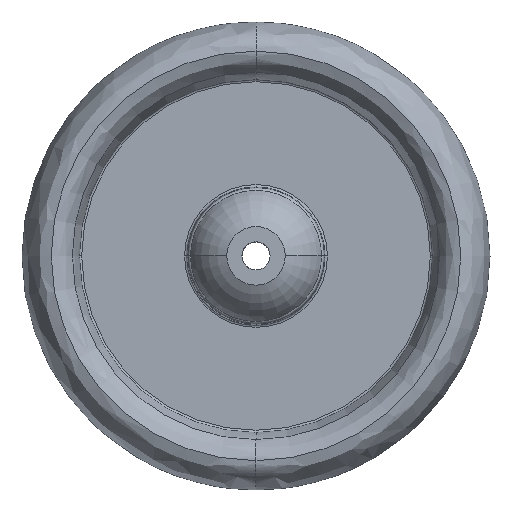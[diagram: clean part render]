
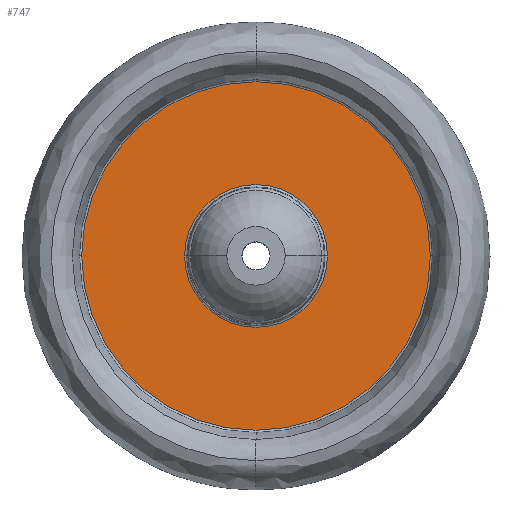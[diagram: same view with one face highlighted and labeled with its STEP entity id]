
A CAD part, top view. The second image highlights one B-rep face of the part: STEP entity #747.
In plain terms, the highlighted planar face has unit normal (0, 0, 1).
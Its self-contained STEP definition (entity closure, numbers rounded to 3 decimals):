
#51 = DIRECTION ( 'NONE',  ( -1., 0., 0. ) ) ;
#86 = EDGE_LOOP ( 'NONE', ( #985, #1587 ) ) ;
#100 = CIRCLE ( 'NONE', #2100, 30.497 ) ;
#165 = CARTESIAN_POINT ( 'NONE',  ( 0., 0., 5.5 ) ) ;
#287 = ORIENTED_EDGE ( 'NONE', *, *, #1940, .T. ) ;
#308 = ORIENTED_EDGE ( 'NONE', *, *, #1047, .T. ) ;
#326 = CARTESIAN_POINT ( 'NONE',  ( -74.476, 0., 5.5 ) ) ;
#393 = CARTESIAN_POINT ( 'NONE',  ( 0., 0., 5.5 ) ) ;
#462 = DIRECTION ( 'NONE',  ( -1., 0., 0. ) ) ;
#524 = AXIS2_PLACEMENT_3D ( 'NONE', #851, #1984, #51 ) ;
#545 = EDGE_CURVE ( 'NONE', #1160, #1603, #752, .T. ) ;
#583 = CIRCLE ( 'NONE', #1783, 74.476 ) ;
#722 = CARTESIAN_POINT ( 'NONE',  ( 0., 0., 5.5 ) ) ;
#747 = ADVANCED_FACE ( 'NONE', ( #916, #753 ), #1423, .F. ) ;
#752 = CIRCLE ( 'NONE', #991, 74.476 ) ;
#753 = FACE_BOUND ( 'NONE', #1794, .T. ) ;
#833 = DIRECTION ( 'NONE',  ( 0., 0., -1. ) ) ;
#841 = DIRECTION ( 'NONE',  ( 0., 0., -1. ) ) ;
#851 = CARTESIAN_POINT ( 'NONE',  ( 0., 0., 5.5 ) ) ;
#916 = FACE_OUTER_BOUND ( 'NONE', #86, .T. ) ;
#985 = ORIENTED_EDGE ( 'NONE', *, *, #2023, .F. ) ;
#991 = AXIS2_PLACEMENT_3D ( 'NONE', #165, #841, #1495 ) ;
#1044 = DIRECTION ( 'NONE',  ( -1., 0., 0. ) ) ;
#1047 = EDGE_CURVE ( 'NONE', #1224, #1898, #1824, .T. ) ;
#1082 = CARTESIAN_POINT ( 'NONE',  ( 30.497, 0., 5.5 ) ) ;
#1160 = VERTEX_POINT ( 'NONE', #1187 ) ;
#1161 = CARTESIAN_POINT ( 'NONE',  ( 0., 30.497, 5.5 ) ) ;
#1187 = CARTESIAN_POINT ( 'NONE',  ( 74.476, 0., 5.5 ) ) ;
#1224 = VERTEX_POINT ( 'NONE', #1082 ) ;
#1246 = DIRECTION ( 'NONE',  ( -1., 0., 0. ) ) ;
#1423 = PLANE ( 'NONE',  #1481 ) ;
#1462 = DIRECTION ( 'NONE',  ( 0., 0., -1. ) ) ;
#1481 = AXIS2_PLACEMENT_3D ( 'NONE', #1161, #1462, #462 ) ;
#1495 = DIRECTION ( 'NONE',  ( -1., 0., 0. ) ) ;
#1533 = CARTESIAN_POINT ( 'NONE',  ( -30.497, 0., 5.5 ) ) ;
#1587 = ORIENTED_EDGE ( 'NONE', *, *, #545, .F. ) ;
#1603 = VERTEX_POINT ( 'NONE', #326 ) ;
#1714 = DIRECTION ( 'NONE',  ( 0., 0., -1. ) ) ;
#1783 = AXIS2_PLACEMENT_3D ( 'NONE', #722, #1714, #1246 ) ;
#1794 = EDGE_LOOP ( 'NONE', ( #287, #308 ) ) ;
#1824 = CIRCLE ( 'NONE', #524, 30.497 ) ;
#1898 = VERTEX_POINT ( 'NONE', #1533 ) ;
#1940 = EDGE_CURVE ( 'NONE', #1898, #1224, #100, .T. ) ;
#1984 = DIRECTION ( 'NONE',  ( 0., 0., -1. ) ) ;
#2023 = EDGE_CURVE ( 'NONE', #1603, #1160, #583, .T. ) ;
#2100 = AXIS2_PLACEMENT_3D ( 'NONE', #393, #833, #1044 ) ;
